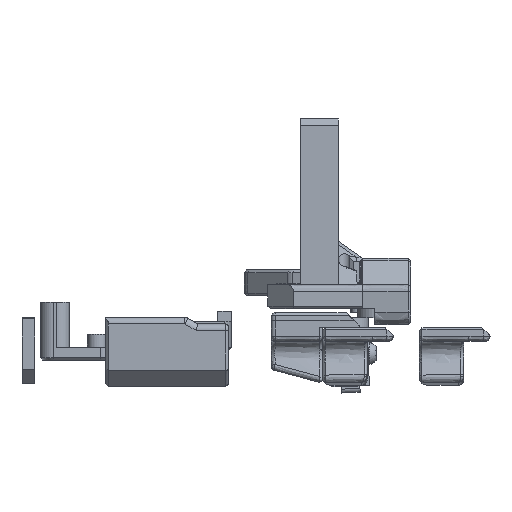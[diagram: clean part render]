
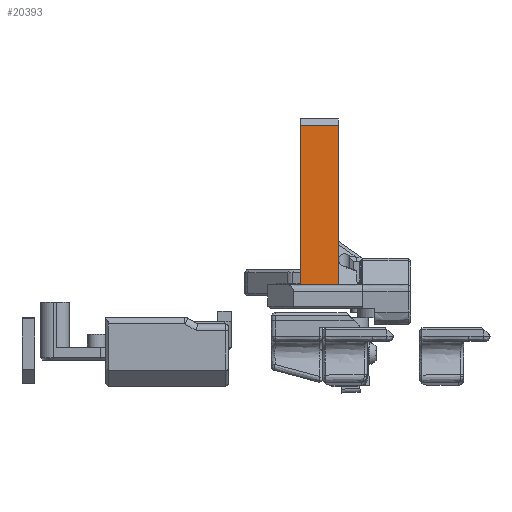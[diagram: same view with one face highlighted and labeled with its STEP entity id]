
A CAD part, left-side view. The second image highlights one B-rep face of the part: STEP entity #20393.
In plain terms, the highlighted face is planar.
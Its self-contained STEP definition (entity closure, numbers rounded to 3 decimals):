
#1600=PLANE('',#21893);
#2878=FACE_OUTER_BOUND('',#4124,.T.);
#4124=EDGE_LOOP('',(#16176,#16177,#16178,#16179));
#5490=LINE('',#37621,#7102);
#5517=LINE('',#37936,#7129);
#5518=LINE('',#37938,#7130);
#5519=LINE('',#37939,#7131);
#7102=VECTOR('',#24784,10.);
#7129=VECTOR('',#24835,10.);
#7130=VECTOR('',#24836,10.);
#7131=VECTOR('',#24837,10.);
#9354=VERTEX_POINT('',#37618);
#9355=VERTEX_POINT('',#37620);
#9400=VERTEX_POINT('',#37935);
#9401=VERTEX_POINT('',#37937);
#11777=EDGE_CURVE('',#9354,#9355,#5490,.T.);
#11833=EDGE_CURVE('',#9354,#9400,#5517,.F.);
#11834=EDGE_CURVE('',#9400,#9401,#5518,.T.);
#11835=EDGE_CURVE('',#9401,#9355,#5519,.T.);
#16176=ORIENTED_EDGE('',*,*,#11777,.F.);
#16177=ORIENTED_EDGE('',*,*,#11833,.T.);
#16178=ORIENTED_EDGE('',*,*,#11834,.T.);
#16179=ORIENTED_EDGE('',*,*,#11835,.T.);
#20393=ADVANCED_FACE('',(#2878),#1600,.F.);
#21893=AXIS2_PLACEMENT_3D('',#37934,#24833,#24834);
#24784=DIRECTION('',(-1.,0.,0.));
#24833=DIRECTION('center_axis',(0.,1.,0.));
#24834=DIRECTION('ref_axis',(0.,0.,
-1.));
#24835=DIRECTION('',(0.,0.,-1.));
#24836=DIRECTION('',(-1.,0.,0.));
#24837=DIRECTION('',(0.,0.,-1.));
#37618=CARTESIAN_POINT('',(133.652,-56.182,-24.829));
#37620=CARTESIAN_POINT('',(127.738,-56.182,-24.829));
#37621=CARTESIAN_POINT('',(133.407,-56.182,-24.829));
#37934=CARTESIAN_POINT('Origin',(132.938,-56.182,2.399));
#37935=CARTESIAN_POINT('',(133.652,-56.182,-0.079));
#37936=CARTESIAN_POINT('',(133.652,-56.182,0.142));
#37937=CARTESIAN_POINT('',(127.738,-56.182,-0.079));
#37938=CARTESIAN_POINT('',(132.542,-56.182,-0.079));
#37939=CARTESIAN_POINT('',(127.738,-56.182,-13.417));
